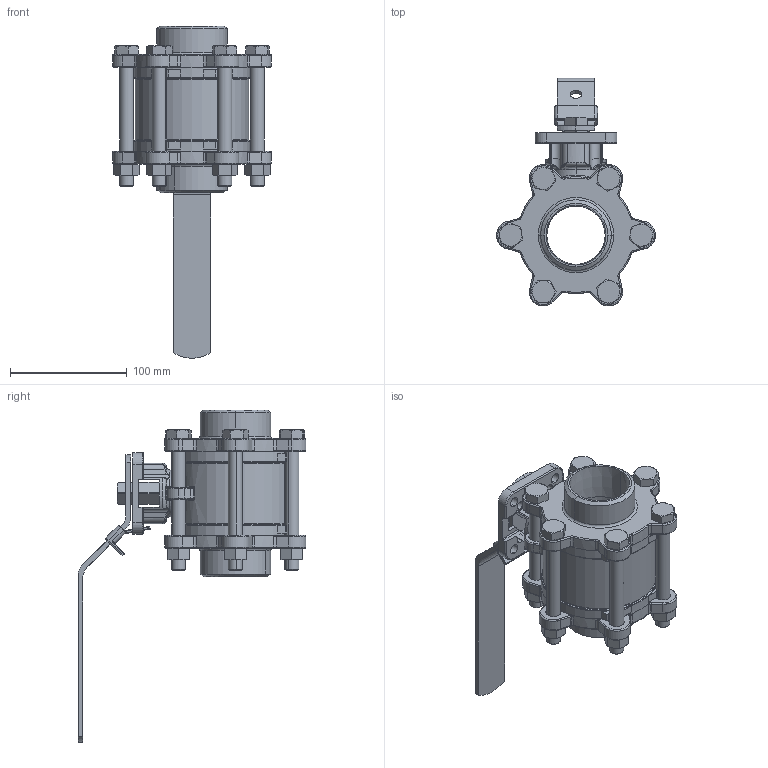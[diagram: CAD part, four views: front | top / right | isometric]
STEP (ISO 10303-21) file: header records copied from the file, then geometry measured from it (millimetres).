
FILE_DESCRIPTION (( 'STEP AP214' ), '1' );
FILE_NAME ('ZL9BK0H.STEP', '2010-09-03T06:28:01', ( 'Hsu22' ), ( 'Hollings' ), 'SwSTEP 2.0', 'SolidWorks 2008', '' );
FILE_SCHEMA (( 'AUTOMOTIVE_DESIGN' ));
Length unit declared in the file: millimetre
Products named in the file (8): SB85BK0HACX0_預設; SAL9T10TWHADX0_預設; SDDL9T10GA2_預設; SHA0L9T10G0_預設; YSHM12-113_預設; YNM12_預設; SCA85T00HA0_預設; ZL9BK0H
Assembly tree (18 placements, depth 2):
  ZL9BK0H
    YSHM12-113_預設  x6
    SAL9T10TWHADX0_預設
    YNM12_預設  x6
    SB85BK0HACX0_預設  x2
    SDDL9T10GA2_預設
    SCA85T00HA0_預設
    SHA0L9T10G0_預設
Bounding box: 136 x 195.2 x 284.32 mm (x, y, z)
Volume: 690792.8 mm3; surface area: 226181.9 mm2
Topology: 18 solids, 18 shells, 1023 faces, 2495 edges, 1496 vertices
Faces by surface type: cylinder 339, plane 278, torus 172, cone 162, bspline 54, sphere 18
Entity records: 23526 total; most frequent: CARTESIAN_POINT 7180, DIRECTION 3611, ORIENTED_EDGE 3302, EDGE_CURVE 1651, AXIS2_PLACEMENT_3D 1514, VERTEX_POINT 995, CIRCLE 871, EDGE_LOOP 732
